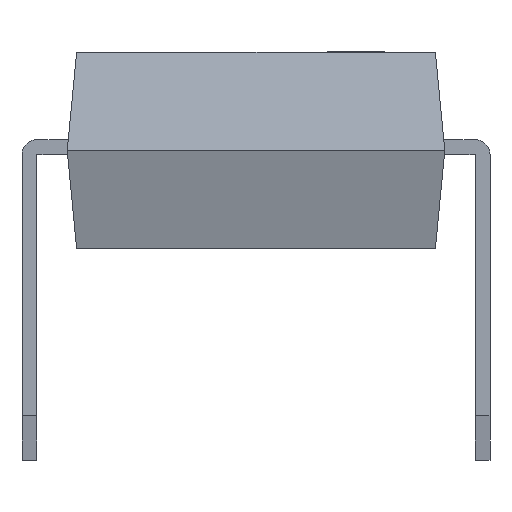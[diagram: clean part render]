
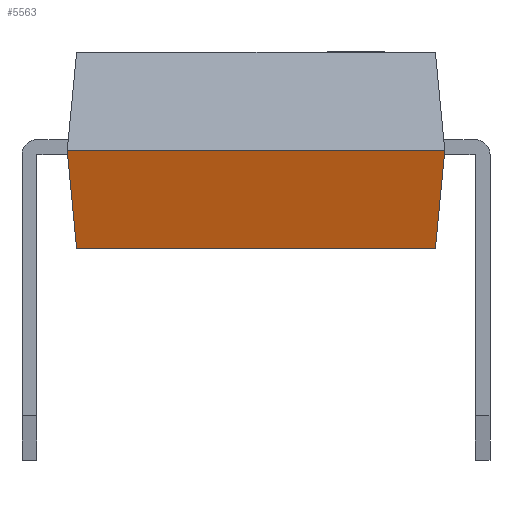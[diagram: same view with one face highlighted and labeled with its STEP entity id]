
A CAD part, front view. The second image highlights one B-rep face of the part: STEP entity #5563.
In plain terms, the highlighted free-form (B-spline) face has degree [1, 1] with [2, 2] control points.
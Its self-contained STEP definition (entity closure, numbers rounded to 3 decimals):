
#938 = VERTEX_POINT('',#939);
#939 = CARTESIAN_POINT('',(3.175,-9.525,2.03));
#1248 = EDGE_CURVE('',#1249,#938,#1251,.T.);
#1249 = VERTEX_POINT('',#1250);
#1250 = CARTESIAN_POINT('',(-3.175,-9.525,2.03));
#1251 = LINE('',#1252,#1253);
#1252 = CARTESIAN_POINT('',(-3.175,-9.525,2.03));
#1253 = VECTOR('',#1254,1.);
#1254 = DIRECTION('',(1.,0.,0.));
#4282 = EDGE_CURVE('',#938,#4283,#4285,.T.);
#4283 = VERTEX_POINT('',#4284);
#4284 = CARTESIAN_POINT('',(3.016,-9.049,0.38));
#4285 = B_SPLINE_CURVE_WITH_KNOTS('',1,(#4286,#4287),.UNSPECIFIED.,.F.,
  .F.,(2,2),(0.,1.),.PIECEWISE_BEZIER_KNOTS.);
#4286 = CARTESIAN_POINT('',(3.175,-9.525,2.03));
#4287 = CARTESIAN_POINT('',(3.016,-9.049,0.38));
#5563 = ADVANCED_FACE('',(#5564),#5581,.F.);
#5564 = FACE_BOUND('',#5565,.F.);
#5565 = EDGE_LOOP('',(#5566,#5567,#5568,#5576));
#5566 = ORIENTED_EDGE('',*,*,#1248,.T.);
#5567 = ORIENTED_EDGE('',*,*,#4282,.T.);
#5568 = ORIENTED_EDGE('',*,*,#5569,.F.);
#5569 = EDGE_CURVE('',#5570,#4283,#5572,.T.);
#5570 = VERTEX_POINT('',#5571);
#5571 = CARTESIAN_POINT('',(-3.016,-9.049,0.38));
#5572 = LINE('',#5573,#5574);
#5573 = CARTESIAN_POINT('',(-3.016,-9.049,0.38));
#5574 = VECTOR('',#5575,1.);
#5575 = DIRECTION('',(1.,0.,0.));
#5576 = ORIENTED_EDGE('',*,*,#5577,.F.);
#5577 = EDGE_CURVE('',#1249,#5570,#5578,.T.);
#5578 = B_SPLINE_CURVE_WITH_KNOTS('',1,(#5579,#5580),.UNSPECIFIED.,.F.,
  .F.,(2,2),(0.,1.),.PIECEWISE_BEZIER_KNOTS.);
#5579 = CARTESIAN_POINT('',(-3.175,-9.525,2.03));
#5580 = CARTESIAN_POINT('',(-3.016,-9.049,0.38));
#5581 = B_SPLINE_SURFACE_WITH_KNOTS('',1,1,(
    (#5582,#5583)
    ,(#5584,#5585
    )),.UNSPECIFIED.,.F.,.F.,.F.,(2,2),(2,2),(0.,6.35),(0.,1.),
  .PIECEWISE_BEZIER_KNOTS.);
#5582 = CARTESIAN_POINT('',(-3.175,-9.525,2.03));
#5583 = CARTESIAN_POINT('',(-3.016,-9.049,0.38));
#5584 = CARTESIAN_POINT('',(3.175,-9.525,2.03));
#5585 = CARTESIAN_POINT('',(3.016,-9.049,0.38));
